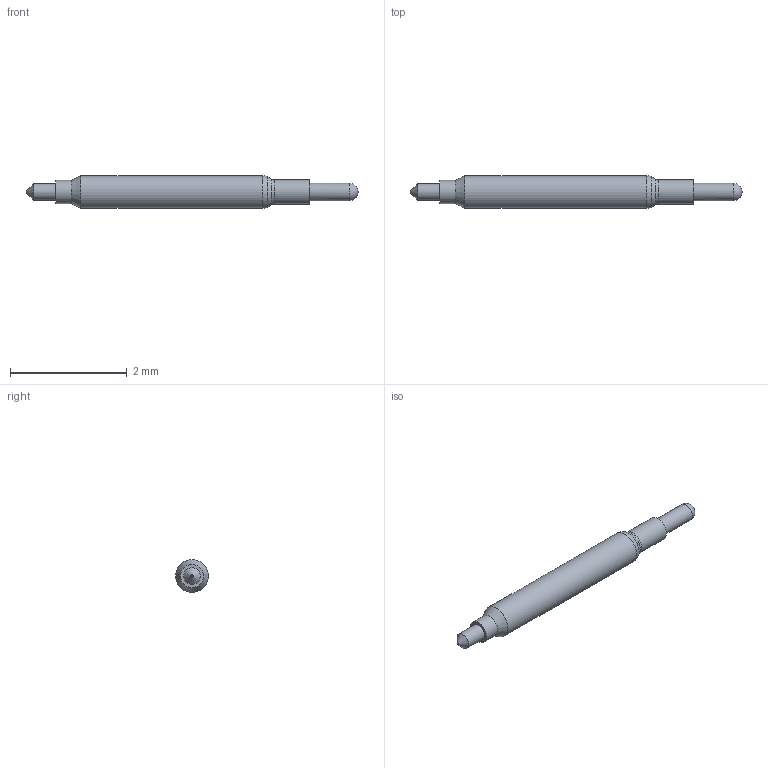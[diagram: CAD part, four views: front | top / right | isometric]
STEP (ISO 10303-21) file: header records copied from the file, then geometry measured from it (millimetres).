
FILE_DESCRIPTION (( 'STEP AP214' ), '1' );
FILE_NAME ('M08-8940.STEP', '2025-07-17T17:17:27', ( '' ), ( '' ), 'SwSTEP 2.0', 'SolidWorks 2023', '' );
FILE_SCHEMA (( 'AUTOMOTIVE_DESIGN' ));
Length unit declared in the file: inch
Products named in the file (1): M08-8940
Bounding box: 5.69 x 0.56 x 0.56 mm (x, y, z)
Volume: 1 mm3; surface area: 8.6 mm2
Topology: 1 solids, 1 shells, 16 faces, 30 edges, 18 vertices
Faces by surface type: cylinder 5, plane 4, torus 4, cone 3
Full cylindrical faces by diameter (mm): 0.283 x1, 0.301 x1, 0.396 x1, 0.417 x1, 0.564 x1
Entity records: 341 total; most frequent: DIRECTION 64, CARTESIAN_POINT 47, AXIS2_PLACEMENT_3D 32, EDGE_LOOP 30, ORIENTED_EDGE 30, FACE_OUTER_BOUND 25, ADVANCED_FACE 16, CIRCLE 15
